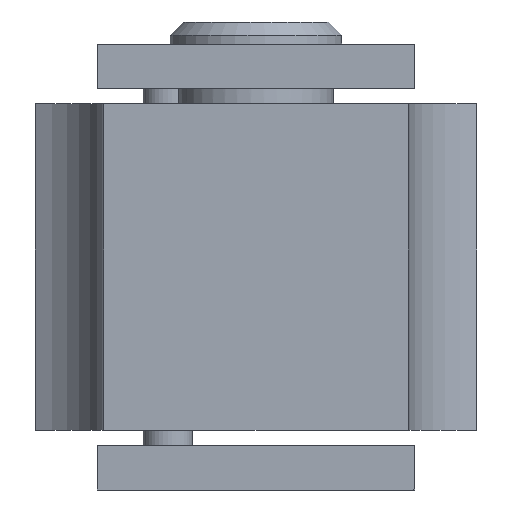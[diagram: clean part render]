
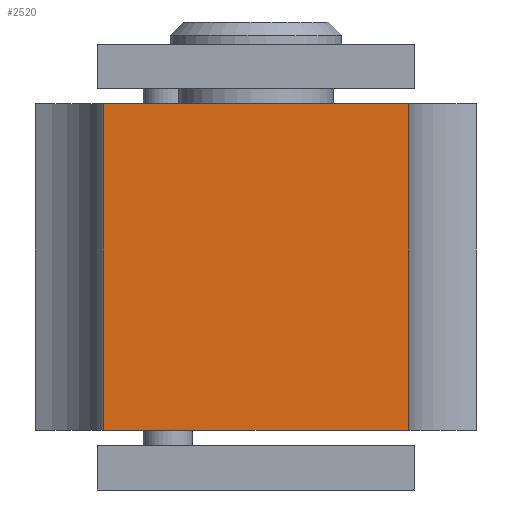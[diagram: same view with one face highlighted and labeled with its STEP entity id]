
A CAD part, left-side view. The second image highlights one B-rep face of the part: STEP entity #2520.
In plain terms, the highlighted planar face has unit normal (-1, 0, 0).
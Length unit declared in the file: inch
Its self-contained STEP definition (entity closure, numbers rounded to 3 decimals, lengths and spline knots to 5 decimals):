
#1730=CARTESIAN_POINT('',(4.98309,5.33937,0.0));
#1731=VERTEX_POINT('',#1730);
#1738=CARTESIAN_POINT('',(4.98309,4.64937,0.0));
#1739=VERTEX_POINT('',#1738);
#1740=CARTESIAN_POINT('',(4.98309,5.33937,0.0));
#1741=DIRECTION('',(0.0,-1.0,0.0));
#1742=VECTOR('',#1741,0.69);
#1743=LINE('',#1740,#1742);
#1744=EDGE_CURVE('',#1731,#1739,#1743,.T.);
#2478=CARTESIAN_POINT('',(4.98309,5.33937,-0.74));
#2479=VERTEX_POINT('',#2478);
#2486=CARTESIAN_POINT('',(4.98309,5.33937,0.0));
#2487=DIRECTION('',(0.0,0.0,-1.0));
#2488=VECTOR('',#2487,0.74);
#2489=LINE('',#2486,#2488);
#2490=EDGE_CURVE('',#1731,#2479,#2489,.T.);
#2497=CARTESIAN_POINT('',(4.98309,5.17261,0.0));
#2498=DIRECTION('',(-1.0,0.0,0.0));
#2499=DIRECTION('',(0.0,0.0,1.0));
#2500=AXIS2_PLACEMENT_3D('',#2497,#2498,#2499);
#2501=PLANE('',#2500);
#2502=CARTESIAN_POINT('',(4.98309,4.64937,-0.74));
#2503=VERTEX_POINT('',#2502);
#2504=CARTESIAN_POINT('',(4.98309,5.33937,-0.74));
#2505=DIRECTION('',(0.0,-1.0,0.0));
#2506=VECTOR('',#2505,0.69);
#2507=LINE('',#2504,#2506);
#2508=EDGE_CURVE('',#2479,#2503,#2507,.T.);
#2509=ORIENTED_EDGE('',*,*,#2508,.T.);
#2510=CARTESIAN_POINT('',(4.98309,4.64937,0.0));
#2511=DIRECTION('',(0.0,0.0,-1.0));
#2512=VECTOR('',#2511,0.74);
#2513=LINE('',#2510,#2512);
#2514=EDGE_CURVE('',#1739,#2503,#2513,.T.);
#2515=ORIENTED_EDGE('',*,*,#2514,.F.);
#2516=ORIENTED_EDGE('',*,*,#1744,.F.);
#2517=ORIENTED_EDGE('',*,*,#2490,.T.);
#2518=EDGE_LOOP('',(#2509,#2515,#2516,#2517));
#2519=FACE_OUTER_BOUND('',#2518,.T.);
#2520=ADVANCED_FACE('',(#2519),#2501,.T.);
